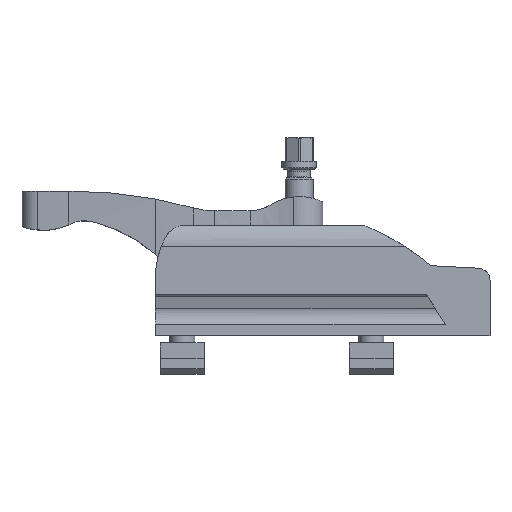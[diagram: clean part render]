
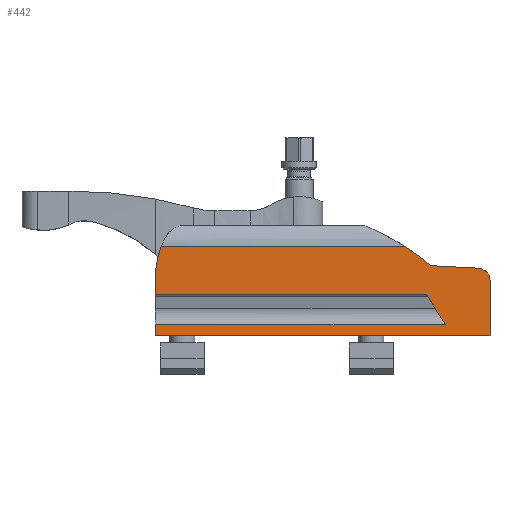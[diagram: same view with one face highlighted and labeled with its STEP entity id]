
A CAD part, top view. The second image highlights one B-rep face of the part: STEP entity #442.
In plain terms, the highlighted planar face has unit normal (0, 0, 1).
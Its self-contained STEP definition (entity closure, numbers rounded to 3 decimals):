
#442 = ADVANCED_FACE( '', ( #733 ), #734, .F. );
#733 = FACE_OUTER_BOUND( '', #1321, .T. );
#734 = PLANE( '', #1322 );
#1321 = EDGE_LOOP( '', ( #2079, #2080, #2081, #2082, #2083, #2084, #2085, #2086, #2087, #2088, #2089, #2090 ) );
#1322 = AXIS2_PLACEMENT_3D( '', #2091, #2092, #2093 );
#2079 = ORIENTED_EDGE( '', *, *, #3843, .T. );
#2080 = ORIENTED_EDGE( '', *, *, #3859, .F. );
#2081 = ORIENTED_EDGE( '', *, *, #3942, .T. );
#2082 = ORIENTED_EDGE( '', *, *, #3943, .F. );
#2083 = ORIENTED_EDGE( '', *, *, #3944, .F. );
#2084 = ORIENTED_EDGE( '', *, *, #3945, .T. );
#2085 = ORIENTED_EDGE( '', *, *, #3946, .T. );
#2086 = ORIENTED_EDGE( '', *, *, #3885, .T. );
#2087 = ORIENTED_EDGE( '', *, *, #3947, .T. );
#2088 = ORIENTED_EDGE( '', *, *, #3878, .T. );
#2089 = ORIENTED_EDGE( '', *, *, #3948, .T. );
#2090 = ORIENTED_EDGE( '', *, *, #3869, .F. );
#2091 = CARTESIAN_POINT( '', ( 196., 56.55, 27.5 ) );
#2092 = DIRECTION( '', ( 0., 0., -1. ) );
#2093 = DIRECTION( '', ( -1., 0., 0. ) );
#3843 = EDGE_CURVE( '', #4461, #4462, #4463, .T. );
#3859 = EDGE_CURVE( '', #4489, #4462, #4491, .F. );
#3869 = EDGE_CURVE( '', #4461, #4506, #4507, .T. );
#3878 = EDGE_CURVE( '', #4524, #4522, #4525, .F. );
#3885 = EDGE_CURVE( '', #4537, #4538, #4539, .F. );
#3942 = EDGE_CURVE( '', #4489, #4640, #4641, .T. );
#3943 = EDGE_CURVE( '', #4642, #4640, #4643, .T. );
#3944 = EDGE_CURVE( '', #4644, #4642, #4645, .T. );
#3945 = EDGE_CURVE( '', #4644, #4646, #4647, .F. );
#3946 = EDGE_CURVE( '', #4646, #4537, #4648, .T. );
#3947 = EDGE_CURVE( '', #4538, #4524, #4649, .T. );
#3948 = EDGE_CURVE( '', #4522, #4506, #4650, .T. );
#4461 = VERTEX_POINT( '', #5523 );
#4462 = VERTEX_POINT( '', #5524 );
#4463 = LINE( '', #5525, #5526 );
#4489 = VERTEX_POINT( '', #5561 );
#4491 = LINE( '', #5563, #5564 );
#4506 = VERTEX_POINT( '', #5586 );
#4507 = LINE( '', #5587, #5588 );
#4522 = VERTEX_POINT( '', #5607 );
#4524 = VERTEX_POINT( '', #5610 );
#4525 = CIRCLE( '', #5611, 52.29 );
#4537 = VERTEX_POINT( '', #5665 );
#4538 = VERTEX_POINT( '', #5666 );
#4539 = CIRCLE( '', #5667, 150. );
#4640 = VERTEX_POINT( '', #5809 );
#4641 = LINE( '', #5810, #5811 );
#4642 = VERTEX_POINT( '', #5812 );
#4643 = LINE( '', #5813, #5814 );
#4644 = VERTEX_POINT( '', #5815 );
#4645 = LINE( '', #5816, #5817 );
#4646 = VERTEX_POINT( '', #5818 );
#4647 = CIRCLE( '', #5819, 8. );
#4648 = LINE( '', #5820, #5821 );
#4649 = LINE( '', #5822, #5823 );
#4650 = LINE( '', #5824, #5825 );
#5523 = CARTESIAN_POINT( '', ( 155.696, 26., 27.5 ) );
#5524 = CARTESIAN_POINT( '', ( 167.551, 7.029, 27.5 ) );
#5525 = CARTESIAN_POINT( '', ( 155.677, 26.03, 27.5 ) );
#5526 = VECTOR( '', #8066, 1000. );
#5561 = CARTESIAN_POINT( '', ( -17., 7.029, 27.5 ) );
#5563 = CARTESIAN_POINT( '', ( 170., 7.029, 27.5 ) );
#5564 = VECTOR( '', #8094, 1000. );
#5586 = CARTESIAN_POINT( '', ( -17., 26., 27.5 ) );
#5587 = CARTESIAN_POINT( '', ( 196., 26., 27.5 ) );
#5588 = VECTOR( '', #8108, 1000. );
#5607 = CARTESIAN_POINT( '', ( -17., 37.5, 27.5 ) );
#5610 = CARTESIAN_POINT( '', ( -13.406, 56.55, 27.5 ) );
#5611 = AXIS2_PLACEMENT_3D( '', #8123, #8124, #8125 );
#5665 = CARTESIAN_POINT( '', ( 158.103, 44.496, 27.5 ) );
#5666 = CARTESIAN_POINT( '', ( 142.034, 56.55, 27.5 ) );
#5667 = AXIS2_PLACEMENT_3D( '', #8128, #8129, #8130 );
#5809 = CARTESIAN_POINT( '', ( -17., 0., 27.5 ) );
#5810 = CARTESIAN_POINT( '', ( -17., 56.55, 27.5 ) );
#5811 = VECTOR( '', #8232, 1000. );
#5812 = CARTESIAN_POINT( '', ( 196., 0., 27.5 ) );
#5813 = CARTESIAN_POINT( '', ( 196., 0., 27.5 ) );
#5814 = VECTOR( '', #8233, 1000. );
#5815 = CARTESIAN_POINT( '', ( 196., 34.918, 27.5 ) );
#5816 = CARTESIAN_POINT( '', ( 196., 56.55, 27.5 ) );
#5817 = VECTOR( '', #8234, 1000. );
#5818 = CARTESIAN_POINT( '', ( 188.419, 42.907, 27.5 ) );
#5819 = AXIS2_PLACEMENT_3D( '', #8235, #8236, #8237 );
#5820 = CARTESIAN_POINT( '', ( 195.266, 42.548, 27.5 ) );
#5821 = VECTOR( '', #8238, 1000. );
#5822 = CARTESIAN_POINT( '', ( 196., 56.55, 27.5 ) );
#5823 = VECTOR( '', #8239, 1000. );
#5824 = CARTESIAN_POINT( '', ( -17., 56.55, 27.5 ) );
#5825 = VECTOR( '', #8240, 1000. );
#8066 = DIRECTION( '', ( 0.53, -0.848, 0. ) );
#8094 = DIRECTION( '', ( -1., 0., 0. ) );
#8108 = DIRECTION( '', ( -1., 0., 0. ) );
#8123 = CARTESIAN_POINT( '', ( 35.29, 37.5, 27.5 ) );
#8124 = DIRECTION( '', ( 0., 0., -1. ) );
#8125 = DIRECTION( '', ( -1., 0., 0. ) );
#8128 = CARTESIAN_POINT( '', ( 60.26, -69.2, 27.5 ) );
#8129 = DIRECTION( '', ( 0., 0., -1. ) );
#8130 = DIRECTION( '', ( -1., 0., 0. ) );
#8232 = DIRECTION( '', ( 0., -1., 0. ) );
#8233 = DIRECTION( '', ( -1., 0., 0. ) );
#8234 = DIRECTION( '', ( 0., -1., 0. ) );
#8235 = CARTESIAN_POINT( '', ( 188., 34.918, 27.5 ) );
#8236 = DIRECTION( '', ( 0., 0., -1. ) );
#8237 = DIRECTION( '', ( -1., 0., 0. ) );
#8238 = DIRECTION( '', ( -0.999, 0.052, 0. ) );
#8239 = DIRECTION( '', ( -1., 0., 0. ) );
#8240 = DIRECTION( '', ( 0., -1., 0. ) );
